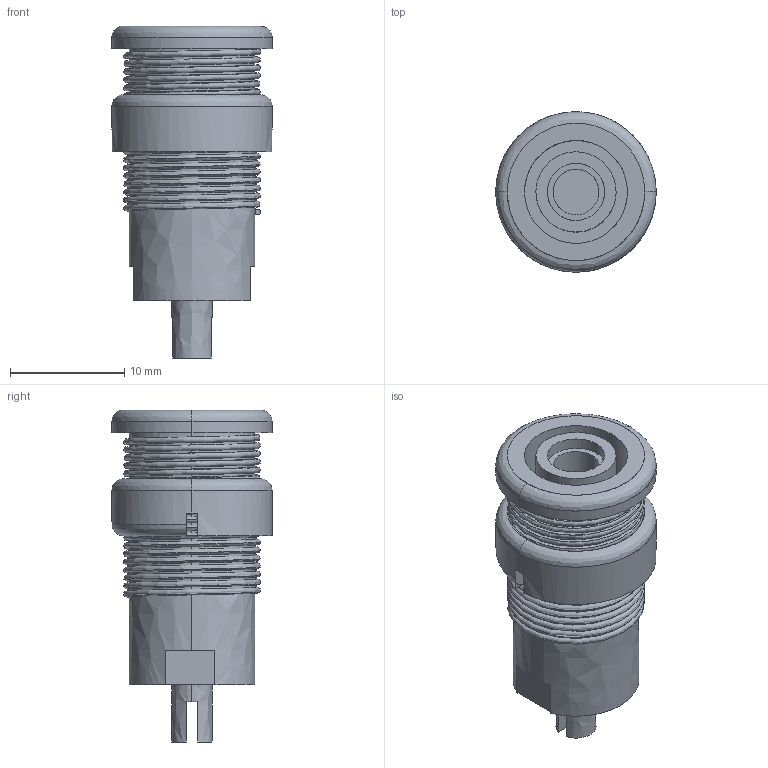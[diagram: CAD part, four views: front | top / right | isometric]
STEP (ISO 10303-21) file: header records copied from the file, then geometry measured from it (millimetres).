
FILE_DESCRIPTION(/* description */ (''),/* implementation_level */ '2;1');
FILE_NAME(/* name */ 'BOR559',/* time_stamp */ '2019-09-09T10:32:59-03:00',/* author */ (''),/* organization */ (''),/* preprocessor_version */ 'ST-DEVELOPER v14',/* originating_system */ '',/* authorisation */ '');
FILE_SCHEMA (('CONFIG_CONTROL_DESIGN'));
Length unit declared in the file: millimetre
Products named in the file (1): Document
Bounding box: 14 x 14 x 29 mm (x, y, z)
Volume: 326.8 mm3; surface area: 4568.1 mm2
Topology: 3 solids, 8 shells, 58 faces, 144 edges, 99 vertices
Faces by surface type: plane 31, bspline 27
Entity records: 19248 total; most frequent: CARTESIAN_POINT 18304, ORIENTED_EDGE 264, EDGE_CURVE 144, VERTEX_POINT 99, EDGE_LOOP 65, ADVANCED_FACE 58, FACE_OUTER_BOUND 58, B_SPLINE_CURVE_WITH_KNOTS 45
